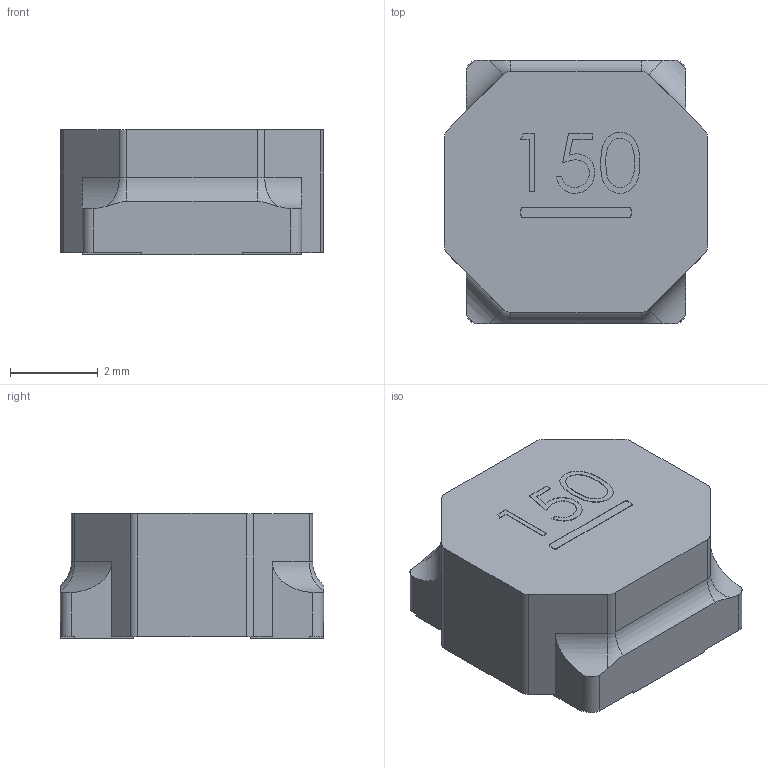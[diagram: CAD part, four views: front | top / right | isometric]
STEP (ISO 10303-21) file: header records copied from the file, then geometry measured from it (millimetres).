
FILE_DESCRIPTION (( 'STEP AP214' ), '1' );
FILE_NAME ('0D3BFE40-0875-4C83-9C71-483B0D8E791A.STEP', '2023-03-29T18:43:31', ( '' ), ( '' ), 'SwSTEP 2.0', 'SolidWorks 2022', '' );
FILE_SCHEMA (( 'AUTOMOTIVE_DESIGN' ));
Length unit declared in the file: millimetre
Products named in the file (1): 0D3BFE40-0875-4C83-9C71-483B0D8E791A
Bounding box: 6 x 6 x 2.86 mm (x, y, z)
Volume: 87.1 mm3; surface area: 123.5 mm2
Topology: 1 solids, 1 shells, 100 faces, 271 edges, 178 vertices
Faces by surface type: plane 57, cylinder 22, bspline 17, torus 4
Entity records: 5407 total; most frequent: CARTESIAN_POINT 1923, ORIENTED_EDGE 542, DIRECTION 425, EDGE_CURVE 271, VERTEX_POINT 178, LINE 177, VECTOR 177, AXIS2_PLACEMENT_3D 124
